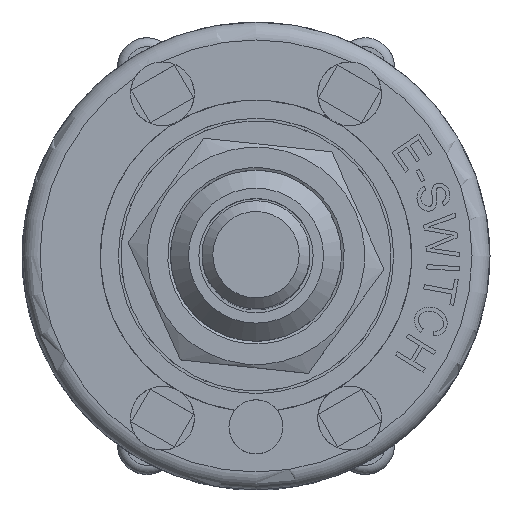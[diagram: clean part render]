
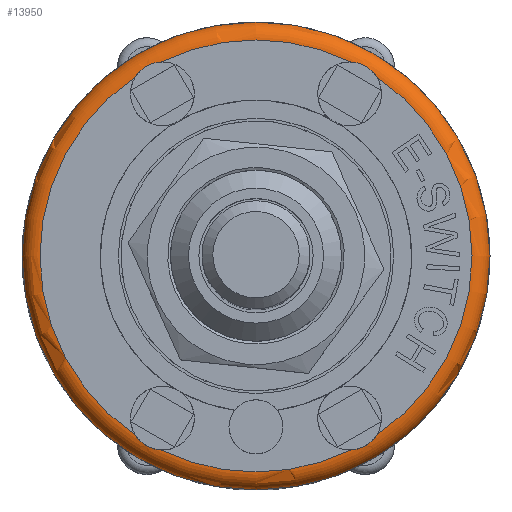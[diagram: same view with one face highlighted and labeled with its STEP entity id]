
A CAD part, top view. The second image highlights one B-rep face of the part: STEP entity #13950.
In plain terms, the highlighted toroidal (fillet/blend) face has major radius 12 mm and minor radius 1 mm.
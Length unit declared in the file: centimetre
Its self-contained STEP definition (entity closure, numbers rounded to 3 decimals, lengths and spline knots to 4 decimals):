
#28=TOROIDAL_SURFACE('',#14684,1.2,0.1);
#653=B_SPLINE_CURVE_WITH_KNOTS('',3,(#23995,#23996,#23997,#23998,#23999,
#24000,#24001,#24002,#24003,#24004,#24005,#24006),.UNSPECIFIED.,.F.,.F.,
(4,2,2,2,2,4),(-0.2692,-0.2446,-0.216,
-0.1921,-0.1645,-0.1357),.UNSPECIFIED.);
#654=B_SPLINE_CURVE_WITH_KNOTS('',3,(#24018,#24019,#24020,#24021,#24022,
#24023,#24024,#24025,#24026,#24027,#24028,#24029),.UNSPECIFIED.,.F.,.F.,
(4,2,2,2,2,4),(-0.2692,-0.2446,-0.216,
-0.1921,-0.1645,-0.1357),.UNSPECIFIED.);
#655=B_SPLINE_CURVE_WITH_KNOTS('',3,(#24046,#24047,#24048,#24049,#24050,
#24051,#24052,#24053,#24054,#24055,#24056,#24057),.UNSPECIFIED.,.F.,.F.,
(4,2,2,2,2,4),(-0.2692,-0.2446,-0.216,
-0.1921,-0.1645,-0.1357),.UNSPECIFIED.);
#656=B_SPLINE_CURVE_WITH_KNOTS('',3,(#24079,#24080,#24081,#24082,#24083,
#24084,#24085,#24086,#24087,#24088,#24089,#24090),.UNSPECIFIED.,.F.,.F.,
(4,2,2,2,2,4),(-0.2692,-0.2446,-0.216,
-0.1921,-0.1645,-0.1357),.UNSPECIFIED.);
#1903=FACE_OUTER_BOUND('',#2727,.T.);
#2727=EDGE_LOOP('',(#12868,#12869,#12870,#12871,#12872,#12873,#12874,#12875,
#12876,#12877,#12878,#12879));
#5863=CIRCLE('',#14637,1.3);
#5890=CIRCLE('',#14685,0.1);
#5891=CIRCLE('',#14686,1.2);
#5892=CIRCLE('',#14687,1.2);
#5893=CIRCLE('',#14688,1.2);
#5894=CIRCLE('',#14689,1.2);
#5895=CIRCLE('',#14690,1.2);
#7139=VERTEX_POINT('',#23957);
#7147=VERTEX_POINT('',#23993);
#7148=VERTEX_POINT('',#23994);
#7151=VERTEX_POINT('',#24016);
#7152=VERTEX_POINT('',#24017);
#7157=VERTEX_POINT('',#24044);
#7158=VERTEX_POINT('',#24045);
#7165=VERTEX_POINT('',#24077);
#7166=VERTEX_POINT('',#24078);
#7169=VERTEX_POINT('',#24100);
#9087=EDGE_CURVE('',#7139,#7139,#5863,.T.);
#9105=EDGE_CURVE('',#7147,#7148,#653,.T.);
#9111=EDGE_CURVE('',#7151,#7152,#654,.T.);
#9119=EDGE_CURVE('',#7157,#7158,#655,.T.);
#9129=EDGE_CURVE('',#7165,#7166,#656,.T.);
#9135=EDGE_CURVE('',#7139,#7169,#5890,.T.);
#9136=EDGE_CURVE('',#7169,#7157,#5891,.T.);
#9137=EDGE_CURVE('',#7158,#7151,#5892,.T.);
#9138=EDGE_CURVE('',#7152,#7147,#5893,.T.);
#9139=EDGE_CURVE('',#7148,#7165,#5894,.T.);
#9140=EDGE_CURVE('',#7166,#7169,#5895,.T.);
#12868=ORIENTED_EDGE('',*,*,#9087,.T.);
#12869=ORIENTED_EDGE('',*,*,#9135,.T.);
#12870=ORIENTED_EDGE('',*,*,#9136,.T.);
#12871=ORIENTED_EDGE('',*,*,#9119,.T.);
#12872=ORIENTED_EDGE('',*,*,#9137,.T.);
#12873=ORIENTED_EDGE('',*,*,#9111,.T.);
#12874=ORIENTED_EDGE('',*,*,#9138,.T.);
#12875=ORIENTED_EDGE('',*,*,#9105,.T.);
#12876=ORIENTED_EDGE('',*,*,#9139,.T.);
#12877=ORIENTED_EDGE('',*,*,#9129,.T.);
#12878=ORIENTED_EDGE('',*,*,#9140,.T.);
#12879=ORIENTED_EDGE('',*,*,#9135,.F.);
#13950=ADVANCED_FACE('',(#1903),#28,.T.);
#14637=AXIS2_PLACEMENT_3D('',#23958,#17409,#17410);
#14684=AXIS2_PLACEMENT_3D('',#24099,#17520,#17521);
#14685=AXIS2_PLACEMENT_3D('',#24101,#17522,#17523);
#14686=AXIS2_PLACEMENT_3D('',#24102,#17524,#17525);
#14687=AXIS2_PLACEMENT_3D('',#24103,#17526,#17527);
#14688=AXIS2_PLACEMENT_3D('',#24104,#17528,#17529);
#14689=AXIS2_PLACEMENT_3D('',#24105,#17530,#17531);
#14690=AXIS2_PLACEMENT_3D('',#24106,#17532,#17533);
#17409=DIRECTION('center_axis',(0.,0.,1.));
#17410=DIRECTION('ref_axis',(-1.,0.,0.));
#17520=DIRECTION('center_axis',(0.,0.,-1.));
#17521=DIRECTION('ref_axis',(-1.,0.,0.));
#17522=DIRECTION('center_axis',(0.,-1.,0.));
#17523=DIRECTION('ref_axis',(1.,0.,0.));
#17524=DIRECTION('center_axis',(0.,0.,-1.));
#17525=DIRECTION('ref_axis',(-1.,0.,0.));
#17526=DIRECTION('center_axis',(0.,0.,-1.));
#17527=DIRECTION('ref_axis',(-1.,0.,0.));
#17528=DIRECTION('center_axis',(0.,0.,-1.));
#17529=DIRECTION('ref_axis',(-1.,0.,0.));
#17530=DIRECTION('center_axis',(0.,0.,-1.));
#17531=DIRECTION('ref_axis',(-1.,0.,0.));
#17532=DIRECTION('center_axis',(0.,0.,-1.));
#17533=DIRECTION('ref_axis',(-1.,0.,0.));
#23957=CARTESIAN_POINT('',(1.3,0.,0.95));
#23958=CARTESIAN_POINT('Origin',(0.,0.,0.95));
#23993=CARTESIAN_POINT('',(-0.67,0.9955,1.05));
#23994=CARTESIAN_POINT('',(-0.5271,1.078,1.05));
#23995=CARTESIAN_POINT('Ctrl Pts',(-0.67,0.9955,
1.05));
#23996=CARTESIAN_POINT('Ctrl Pts',(-0.6646,1.0041,
1.05));
#23997=CARTESIAN_POINT('Ctrl Pts',(-0.6583,1.0124,
1.0498));
#23998=CARTESIAN_POINT('Ctrl Pts',(-0.6428,1.0294,
1.0491));
#23999=CARTESIAN_POINT('Ctrl Pts',(-0.6335,1.0377,
1.0488));
#24000=CARTESIAN_POINT('Ctrl Pts',(-0.615,1.051,1.0484));
#24001=CARTESIAN_POINT('Ctrl Pts',(-0.6061,1.0563,
1.0484));
#24002=CARTESIAN_POINT('Ctrl Pts',(-0.5859,1.0659,1.0487));
#24003=CARTESIAN_POINT('Ctrl Pts',(-0.5747,1.07,1.049));
#24004=CARTESIAN_POINT('Ctrl Pts',(-0.551,1.0759,1.0497));
#24005=CARTESIAN_POINT('Ctrl Pts',(-0.539,1.0775,
1.05));
#24006=CARTESIAN_POINT('Ctrl Pts',(-0.5271,1.078,
1.05));
#24016=CARTESIAN_POINT('',(-0.5271,-1.078,1.05));
#24017=CARTESIAN_POINT('',(-0.67,-0.9955,1.05));
#24018=CARTESIAN_POINT('Ctrl Pts',(-0.5271,-1.078,
1.05));
#24019=CARTESIAN_POINT('Ctrl Pts',(-0.5373,-1.0776,
1.05));
#24020=CARTESIAN_POINT('Ctrl Pts',(-0.5476,-1.0763,
1.0498));
#24021=CARTESIAN_POINT('Ctrl Pts',(-0.5701,-1.0714,1.0491));
#24022=CARTESIAN_POINT('Ctrl Pts',(-0.5819,-1.0675,
1.0488));
#24023=CARTESIAN_POINT('Ctrl Pts',(-0.6027,-1.0581,
1.0484));
#24024=CARTESIAN_POINT('Ctrl Pts',(-0.6117,-1.053,
1.0484));
#24025=CARTESIAN_POINT('Ctrl Pts',(-0.6301,-1.0404,
1.0487));
#24026=CARTESIAN_POINT('Ctrl Pts',(-0.6393,-1.0327,
1.049));
#24027=CARTESIAN_POINT('Ctrl Pts',(-0.6562,-1.0151,
1.0497));
#24028=CARTESIAN_POINT('Ctrl Pts',(-0.6637,-1.0055,
1.05));
#24029=CARTESIAN_POINT('Ctrl Pts',(-0.67,-0.9955,
1.05));
#24044=CARTESIAN_POINT('',(0.67,-0.9955,1.05));
#24045=CARTESIAN_POINT('',(0.5271,-1.078,1.05));
#24046=CARTESIAN_POINT('Ctrl Pts',(0.67,-0.9955,
1.05));
#24047=CARTESIAN_POINT('Ctrl Pts',(0.6646,-1.0041,
1.05));
#24048=CARTESIAN_POINT('Ctrl Pts',(0.6583,-1.0124,
1.0498));
#24049=CARTESIAN_POINT('Ctrl Pts',(0.6428,-1.0294,
1.0491));
#24050=CARTESIAN_POINT('Ctrl Pts',(0.6335,-1.0377,
1.0488));
#24051=CARTESIAN_POINT('Ctrl Pts',(0.615,-1.051,
1.0484));
#24052=CARTESIAN_POINT('Ctrl Pts',(0.6061,-1.0563,
1.0484));
#24053=CARTESIAN_POINT('Ctrl Pts',(0.5859,-1.0659,1.0487));
#24054=CARTESIAN_POINT('Ctrl Pts',(0.5747,-1.07,1.049));
#24055=CARTESIAN_POINT('Ctrl Pts',(0.551,-1.0759,
1.0497));
#24056=CARTESIAN_POINT('Ctrl Pts',(0.539,-1.0775,
1.05));
#24057=CARTESIAN_POINT('Ctrl Pts',(0.5271,-1.078,
1.05));
#24077=CARTESIAN_POINT('',(0.5271,1.078,1.05));
#24078=CARTESIAN_POINT('',(0.67,0.9955,1.05));
#24079=CARTESIAN_POINT('Ctrl Pts',(0.5271,1.078,1.05));
#24080=CARTESIAN_POINT('Ctrl Pts',(0.5373,1.0776,1.05));
#24081=CARTESIAN_POINT('Ctrl Pts',(0.5476,1.0763,1.0498));
#24082=CARTESIAN_POINT('Ctrl Pts',(0.5701,1.0714,1.0491));
#24083=CARTESIAN_POINT('Ctrl Pts',(0.5819,1.0675,1.0488));
#24084=CARTESIAN_POINT('Ctrl Pts',(0.6027,1.0581,1.0484));
#24085=CARTESIAN_POINT('Ctrl Pts',(0.6117,1.053,1.0484));
#24086=CARTESIAN_POINT('Ctrl Pts',(0.6301,1.0404,1.0487));
#24087=CARTESIAN_POINT('Ctrl Pts',(0.6393,1.0327,1.049));
#24088=CARTESIAN_POINT('Ctrl Pts',(0.6562,1.0151,1.0497));
#24089=CARTESIAN_POINT('Ctrl Pts',(0.6637,1.0055,1.05));
#24090=CARTESIAN_POINT('Ctrl Pts',(0.67,0.9955,
1.05));
#24099=CARTESIAN_POINT('Origin',(0.,0.,0.95));
#24100=CARTESIAN_POINT('',(1.2,0.,1.05));
#24101=CARTESIAN_POINT('Origin',(1.2,0.,0.95));
#24102=CARTESIAN_POINT('Origin',(0.,0.,1.05));
#24103=CARTESIAN_POINT('Origin',(0.,0.,1.05));
#24104=CARTESIAN_POINT('Origin',(0.,0.,1.05));
#24105=CARTESIAN_POINT('Origin',(0.,0.,1.05));
#24106=CARTESIAN_POINT('Origin',(0.,0.,1.05));
